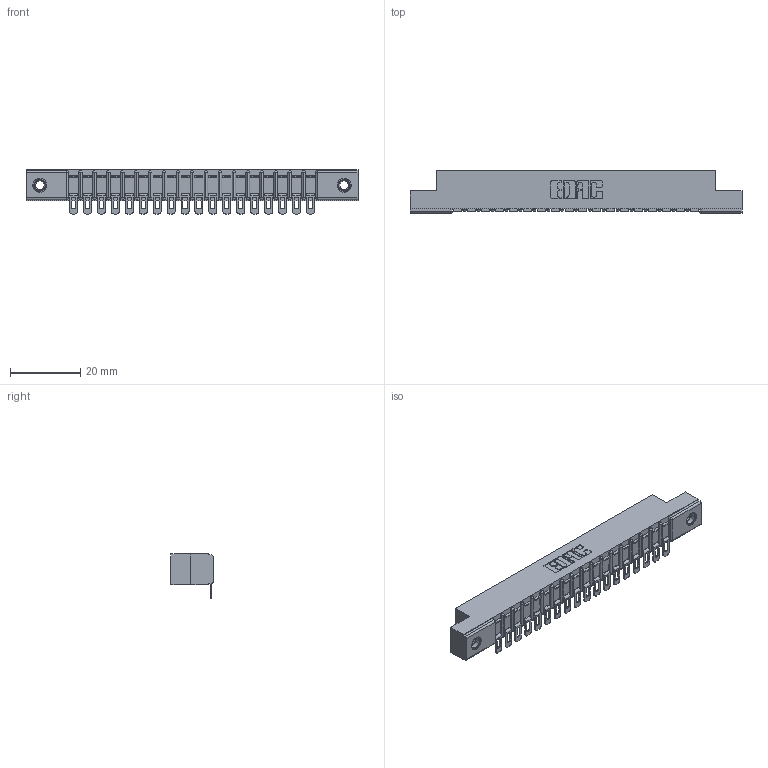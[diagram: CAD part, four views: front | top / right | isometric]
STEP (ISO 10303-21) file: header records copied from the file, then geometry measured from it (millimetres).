
FILE_DESCRIPTION (( 'STEP AP203' ), '1' );
FILE_NAME ('357-018-554-107.STEP', '2018-08-08T05:08:44', ( '' ), ( '' ), 'SwSTEP 2.0', 'SolidWorks 2016', '' );
FILE_SCHEMA (( 'CONFIG_CONTROL_DESIGN' ));
Length unit declared in the file: inch
Products named in the file (4): 307 Part_.156 Dia Mounting Holes; 307-290-002_554; 345-250-001_345-250-005-103; 357-018-554-107
Assembly tree (21 placements, depth 2):
  357-018-554-107
    307 Part_.156 Dia Mounting Holes
    307-290-002_554  x18
    345-250-001_345-250-005-103  x2
Bounding box: 94.34 x 12.01 x 12.52 mm (x, y, z)
Volume: 5691.4 mm3; surface area: 11198 mm2
Topology: 3 solids, 21 shells, 1655 faces, 5013 edges, 3264 vertices
Faces by surface type: plane 930, cylinder 671, sphere 38, cone 12, torus 4
Entity records: 20540 total; most frequent: CARTESIAN_POINT 3441, ORIENTED_EDGE 3424, DIRECTION 3370, EDGE_CURVE 1712, VECTOR 1292, LINE 1292, VERTEX_POINT 1110, AXIS2_PLACEMENT_3D 1039
